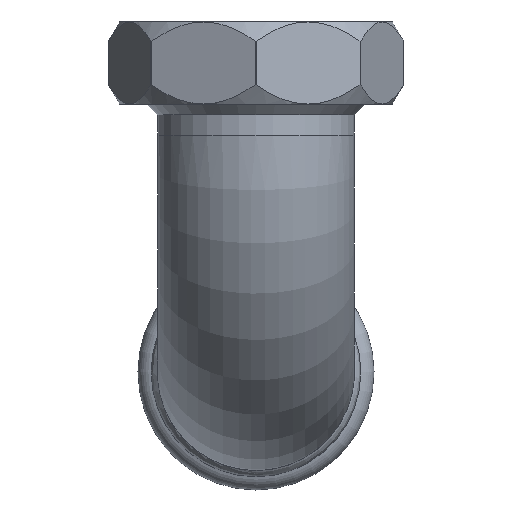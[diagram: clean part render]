
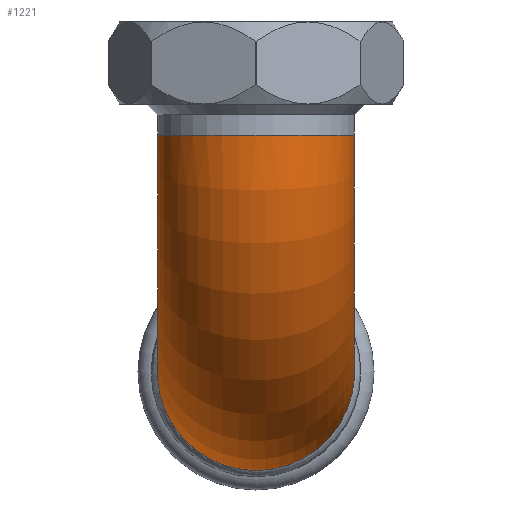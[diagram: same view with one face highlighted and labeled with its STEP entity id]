
A CAD part, left-side view. The second image highlights one B-rep face of the part: STEP entity #1221.
In plain terms, the highlighted toroidal (fillet/blend) face has major radius 65 mm and minor radius 27 mm.
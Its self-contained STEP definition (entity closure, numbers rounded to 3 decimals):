
#15=B_SPLINE_CURVE_WITH_KNOTS('',3,(#2259,#2260,#2261,#2262,#2263,#2264,
#2265,#2266,#2267,#2268,#2269,#2270,#2271,#2272,#2273,#2274,#2275,#2276,
#2277,#2278,#2279,#2280,#2281,#2282,#2283,#2284,#2285,#2286,#2287,#2288,
#2289,#2290,#2291,#2292,#2293,#2294,#2295,#2296,#2297,#2298,#2299,#2300,
#2301,#2302,#2303,#2304,#2305),.UNSPECIFIED.,.F.,.F.,(4,2,2,2,2,2,2,2,2,
2,2,3,2,2,2,2,2,2,2,2,2,2,4),(10.863,11.006,11.507,
12.008,12.508,13.009,13.509,14.009,
14.509,15.009,15.509,16.009,16.508,
17.008,17.508,18.008,18.508,19.008,
19.509,20.009,20.51,21.011,21.154),
 .UNSPECIFIED.);
#18=B_SPLINE_CURVE_WITH_KNOTS('',3,(#2353,#2354,#2355,#2356,#2357,#2358,
#2359,#2360,#2361,#2362,#2363,#2364),.UNSPECIFIED.,.F.,.F.,(4,2,2,2,2,4),
(5.467,5.92,7.002,7.978,8.328,
8.512),.UNSPECIFIED.);
#19=B_SPLINE_CURVE_WITH_KNOTS('',3,(#2365,#2366,#2367,#2368,#2369,#2370,
#2371,#2372,#2373,#2374,#2375,#2376,#2377,#2378),.UNSPECIFIED.,.F.,.F.,
(4,2,2,2,2,2,4),(8.512,8.592,8.89,9.452,
10.25,11.262,11.555),.UNSPECIFIED.);
#262=FACE_OUTER_BOUND('',#340,.T.);
#340=EDGE_LOOP('',(#1102,#1103,#1104,#1105,#1106,#1107,#1108));
#440=CIRCLE('',#1402,27.);
#441=CIRCLE('',#1403,27.);
#452=CIRCLE('',#1419,38.);
#565=VERTEX_POINT('',#2230);
#566=VERTEX_POINT('',#2232);
#574=VERTEX_POINT('',#2254);
#576=VERTEX_POINT('',#2257);
#579=VERTEX_POINT('',#2351);
#743=EDGE_CURVE('',#565,#566,#440,.T.);
#744=EDGE_CURVE('',#566,#565,#441,.T.);
#756=EDGE_CURVE('',#576,#574,#15,.T.);
#760=EDGE_CURVE('',#565,#579,#452,.T.);
#761=EDGE_CURVE('',#574,#579,#18,.T.);
#762=EDGE_CURVE('',#579,#576,#19,.T.);
#1102=ORIENTED_EDGE('',*,*,#744,.F.);
#1103=ORIENTED_EDGE('',*,*,#743,.F.);
#1104=ORIENTED_EDGE('',*,*,#760,.T.);
#1105=ORIENTED_EDGE('',*,*,#761,.F.);
#1106=ORIENTED_EDGE('',*,*,#756,.F.);
#1107=ORIENTED_EDGE('',*,*,#762,.F.);
#1108=ORIENTED_EDGE('',*,*,#760,.F.);
#1152=TOROIDAL_SURFACE('',#1418,65.,27.);
#1221=ADVANCED_FACE('',(#262),#1152,.T.);
#1402=AXIS2_PLACEMENT_3D('',#2233,#1777,#1778);
#1403=AXIS2_PLACEMENT_3D('',#2234,#1779,#1780);
#1418=AXIS2_PLACEMENT_3D('',#2350,#1811,#1812);
#1419=AXIS2_PLACEMENT_3D('',#2352,#1813,#1814);
#1777=DIRECTION('center_axis',(0.,0.,
1.));
#1778=DIRECTION('ref_axis',(0.,-1.,0.));
#1779=DIRECTION('center_axis',(0.,0.,
1.));
#1780=DIRECTION('ref_axis',(0.,-1.,0.));
#1811=DIRECTION('center_axis',(0.,1.,0.));
#1812=DIRECTION('ref_axis',(0.,0.,1.));
#1813=DIRECTION('center_axis',(0.,-1.,0.));
#1814=DIRECTION('ref_axis',(0.,0.,
1.));
#2230=CARTESIAN_POINT('',(-73.,0.,65.));
#2232=CARTESIAN_POINT('',(-127.,0.,65.));
#2233=CARTESIAN_POINT('Origin',(-100.,0.,65.));
#2234=CARTESIAN_POINT('Origin',(-100.,0.,65.));
#2254=CARTESIAN_POINT('',(-38.6,24.35,11.787));
#2257=CARTESIAN_POINT('',(-38.6,-24.35,11.787));
#2259=CARTESIAN_POINT('Ctrl Pts',(-38.6,-24.35,11.787));
#2260=CARTESIAN_POINT('Ctrl Pts',(-38.6,-24.563,11.34));
#2261=CARTESIAN_POINT('Ctrl Pts',(-38.6,-24.761,10.896));
#2262=CARTESIAN_POINT('Ctrl Pts',(-38.6,-25.58,8.914));
#2263=CARTESIAN_POINT('Ctrl Pts',(-38.6,-26.126,7.166));
#2264=CARTESIAN_POINT('Ctrl Pts',(-38.6,-26.835,3.594));
#2265=CARTESIAN_POINT('Ctrl Pts',(-38.6,-27.,1.77));
#2266=CARTESIAN_POINT('Ctrl Pts',(-38.6,-27.,-1.569));
#2267=CARTESIAN_POINT('Ctrl Pts',(-38.6,-26.836,-3.392));
#2268=CARTESIAN_POINT('Ctrl Pts',(-38.6,-26.126,-6.962));
#2269=CARTESIAN_POINT('Ctrl Pts',(-38.6,-25.581,-8.709));
#2270=CARTESIAN_POINT('Ctrl Pts',(-38.6,-24.305,-11.792));
#2271=CARTESIAN_POINT('Ctrl Pts',(-38.6,-23.457,-13.411));
#2272=CARTESIAN_POINT('Ctrl Pts',(-38.6,-21.437,-16.435));
#2273=CARTESIAN_POINT('Ctrl Pts',(-38.6,-20.267,-17.84));
#2274=CARTESIAN_POINT('Ctrl Pts',(-38.6,-17.91,-20.197));
#2275=CARTESIAN_POINT('Ctrl Pts',(-38.6,-16.507,-21.368));
#2276=CARTESIAN_POINT('Ctrl Pts',(-38.6,-13.486,-23.388));
#2277=CARTESIAN_POINT('Ctrl Pts',(-38.6,-11.868,-24.236));
#2278=CARTESIAN_POINT('Ctrl Pts',(-38.6,-8.79,-25.512));
#2279=CARTESIAN_POINT('Ctrl Pts',(-38.6,-7.047,-26.056));
#2280=CARTESIAN_POINT('Ctrl Pts',(-38.6,-3.485,-26.765));
#2281=CARTESIAN_POINT('Ctrl Pts',(-38.6,-1.666,-26.93));
#2282=CARTESIAN_POINT('Ctrl Pts',(-38.6,0.,-26.93));
#2283=CARTESIAN_POINT('Ctrl Pts',(-38.6,1.666,-26.93));
#2284=CARTESIAN_POINT('Ctrl Pts',(-38.6,3.485,-26.765));
#2285=CARTESIAN_POINT('Ctrl Pts',(-38.6,7.047,-26.056));
#2286=CARTESIAN_POINT('Ctrl Pts',(-38.6,8.79,-25.512));
#2287=CARTESIAN_POINT('Ctrl Pts',(-38.6,11.868,-24.236));
#2288=CARTESIAN_POINT('Ctrl Pts',(-38.6,13.486,-23.388));
#2289=CARTESIAN_POINT('Ctrl Pts',(-38.6,16.507,-21.368));
#2290=CARTESIAN_POINT('Ctrl Pts',(-38.6,17.91,-20.197));
#2291=CARTESIAN_POINT('Ctrl Pts',(-38.6,20.267,-17.84));
#2292=CARTESIAN_POINT('Ctrl Pts',(-38.6,21.437,-16.435));
#2293=CARTESIAN_POINT('Ctrl Pts',(-38.6,23.457,-13.411));
#2294=CARTESIAN_POINT('Ctrl Pts',(-38.6,24.305,-11.792));
#2295=CARTESIAN_POINT('Ctrl Pts',(-38.6,25.581,-8.709));
#2296=CARTESIAN_POINT('Ctrl Pts',(-38.6,26.126,-6.962));
#2297=CARTESIAN_POINT('Ctrl Pts',(-38.6,26.836,-3.392));
#2298=CARTESIAN_POINT('Ctrl Pts',(-38.6,27.,-1.569));
#2299=CARTESIAN_POINT('Ctrl Pts',(-38.6,27.,1.77));
#2300=CARTESIAN_POINT('Ctrl Pts',(-38.6,26.835,3.594));
#2301=CARTESIAN_POINT('Ctrl Pts',(-38.6,26.126,7.166));
#2302=CARTESIAN_POINT('Ctrl Pts',(-38.6,25.58,8.914));
#2303=CARTESIAN_POINT('Ctrl Pts',(-38.6,24.761,10.896));
#2304=CARTESIAN_POINT('Ctrl Pts',(-38.6,24.563,11.34));
#2305=CARTESIAN_POINT('Ctrl Pts',(-38.6,24.35,11.787));
#2350=CARTESIAN_POINT('Origin',(-35.,0.,65.));
#2351=CARTESIAN_POINT('',(-38.53,0.,27.164));
#2352=CARTESIAN_POINT('Origin',(-35.,0.,65.));
#2353=CARTESIAN_POINT('Ctrl Pts',(-38.6,24.35,11.787));
#2354=CARTESIAN_POINT('Ctrl Pts',(-38.596,23.7,13.146));
#2355=CARTESIAN_POINT('Ctrl Pts',(-38.591,22.937,14.451));
#2356=CARTESIAN_POINT('Ctrl Pts',(-38.575,19.993,18.637));
#2357=CARTESIAN_POINT('Ctrl Pts',(-38.564,17.35,21.143));
#2358=CARTESIAN_POINT('Ctrl Pts',(-38.545,11.536,24.783));
#2359=CARTESIAN_POINT('Ctrl Pts',(-38.537,8.489,25.997));
#2360=CARTESIAN_POINT('Ctrl Pts',(-38.532,4.154,26.867));
#2361=CARTESIAN_POINT('Ctrl Pts',(-38.531,2.995,27.023));
#2362=CARTESIAN_POINT('Ctrl Pts',(-38.53,1.221,27.144));
#2363=CARTESIAN_POINT('Ctrl Pts',(-38.53,0.611,27.164));
#2364=CARTESIAN_POINT('Ctrl Pts',(-38.53,0.,
27.164));
#2365=CARTESIAN_POINT('Ctrl Pts',(-38.53,0.,
27.164));
#2366=CARTESIAN_POINT('Ctrl Pts',(-38.53,-0.267,
27.164));
#2367=CARTESIAN_POINT('Ctrl Pts',(-38.53,-0.534,
27.16));
#2368=CARTESIAN_POINT('Ctrl Pts',(-38.53,-1.794,27.123));
#2369=CARTESIAN_POINT('Ctrl Pts',(-38.531,-2.783,27.038));
#2370=CARTESIAN_POINT('Ctrl Pts',(-38.533,-5.623,26.637));
#2371=CARTESIAN_POINT('Ctrl Pts',(-38.536,-7.447,26.181));
#2372=CARTESIAN_POINT('Ctrl Pts',(-38.545,-11.71,24.629));
#2373=CARTESIAN_POINT('Ctrl Pts',(-38.552,-14.061,23.353));
#2374=CARTESIAN_POINT('Ctrl Pts',(-38.57,-18.884,19.729));
#2375=CARTESIAN_POINT('Ctrl Pts',(-38.581,-21.177,17.217));
#2376=CARTESIAN_POINT('Ctrl Pts',(-38.594,-23.464,13.519));
#2377=CARTESIAN_POINT('Ctrl Pts',(-38.597,-23.931,12.664));
#2378=CARTESIAN_POINT('Ctrl Pts',(-38.6,-24.35,11.787));
